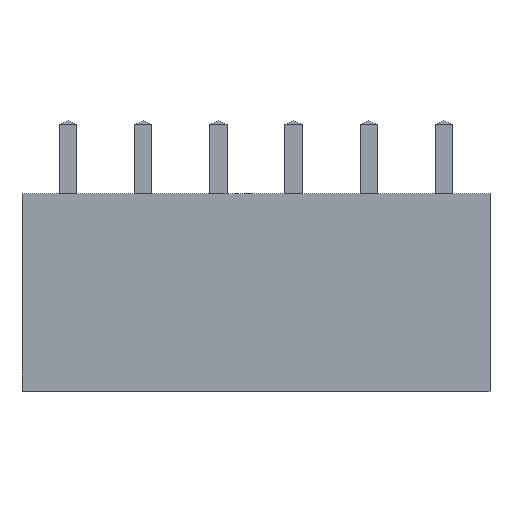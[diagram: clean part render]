
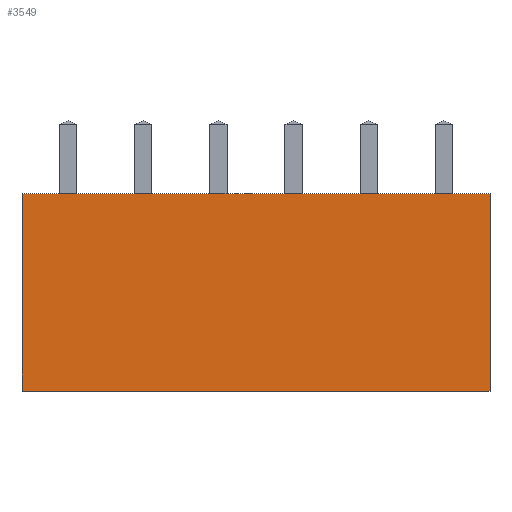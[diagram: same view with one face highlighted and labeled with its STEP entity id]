
A CAD part, top view. The second image highlights one B-rep face of the part: STEP entity #3549.
In plain terms, the highlighted planar face has unit normal (0, 0, 1).
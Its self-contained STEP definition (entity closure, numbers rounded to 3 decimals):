
#330 = EDGE_CURVE ( 'NONE', #2739, #5356, #2041, .T. ) ;
#743 = CARTESIAN_POINT ( 'NONE',  ( 10.9, 9.2, 7. ) ) ;
#919 = PLANE ( 'NONE',  #3906 ) ;
#1042 = EDGE_LOOP ( 'NONE', ( #3276, #5549, #4471, #3214 ) ) ;
#1082 = CARTESIAN_POINT ( 'NONE',  ( 10.9, 9.2, 7. ) ) ;
#1249 = LINE ( 'NONE', #3626, #2238 ) ;
#1490 = CARTESIAN_POINT ( 'NONE',  ( -10.9, 9.2, 7. ) ) ;
#1760 = FACE_OUTER_BOUND ( 'NONE', #1042, .T. ) ;
#1778 = LINE ( 'NONE', #743, #3643 ) ;
#1909 = DIRECTION ( 'NONE',  ( 0., 1., 0. ) ) ;
#2041 = LINE ( 'NONE', #1490, #5376 ) ;
#2238 = VECTOR ( 'NONE', #3069, 1000. ) ;
#2692 = DIRECTION ( 'NONE',  ( 0., 0., -1. ) ) ;
#2739 = VERTEX_POINT ( 'NONE', #4729 ) ;
#2858 = EDGE_CURVE ( 'NONE', #5765, #2739, #1778, .T. ) ;
#2925 = EDGE_CURVE ( 'NONE', #4465, #5765, #5068, .T. ) ;
#3069 = DIRECTION ( 'NONE',  ( 1., 0., 0. ) ) ;
#3171 = CARTESIAN_POINT ( 'NONE',  ( 0., 0., 7. ) ) ;
#3184 = CARTESIAN_POINT ( 'NONE',  ( 10.9, 9.2, 7. ) ) ;
#3214 = ORIENTED_EDGE ( 'NONE', *, *, #2858, .T. ) ;
#3276 = ORIENTED_EDGE ( 'NONE', *, *, #330, .T. ) ;
#3549 = ADVANCED_FACE ( 'NONE', ( #1760 ), #919, .F. ) ;
#3626 = CARTESIAN_POINT ( 'NONE',  ( 10.9, 0., 7. ) ) ;
#3643 = VECTOR ( 'NONE', #5830, 1000. ) ;
#3906 = AXIS2_PLACEMENT_3D ( 'NONE', #3171, #2692, #5971 ) ;
#4465 = VERTEX_POINT ( 'NONE', #4538 ) ;
#4471 = ORIENTED_EDGE ( 'NONE', *, *, #2925, .T. ) ;
#4478 = VECTOR ( 'NONE', #1909, 1000. ) ;
#4538 = CARTESIAN_POINT ( 'NONE',  ( 10.9, 0., 7. ) ) ;
#4545 = EDGE_CURVE ( 'NONE', #5356, #4465, #1249, .T. ) ;
#4729 = CARTESIAN_POINT ( 'NONE',  ( -10.9, 9.2, 7. ) ) ;
#5068 = LINE ( 'NONE', #3184, #4478 ) ;
#5161 = DIRECTION ( 'NONE',  ( 0., -1., 0. ) ) ;
#5257 = CARTESIAN_POINT ( 'NONE',  ( -10.9, 0., 7. ) ) ;
#5356 = VERTEX_POINT ( 'NONE', #5257 ) ;
#5376 = VECTOR ( 'NONE', #5161, 1000. ) ;
#5549 = ORIENTED_EDGE ( 'NONE', *, *, #4545, .T. ) ;
#5765 = VERTEX_POINT ( 'NONE', #1082 ) ;
#5830 = DIRECTION ( 'NONE',  ( -1., 0., 0. ) ) ;
#5971 = DIRECTION ( 'NONE',  ( -1., 0., 0. ) ) ;
